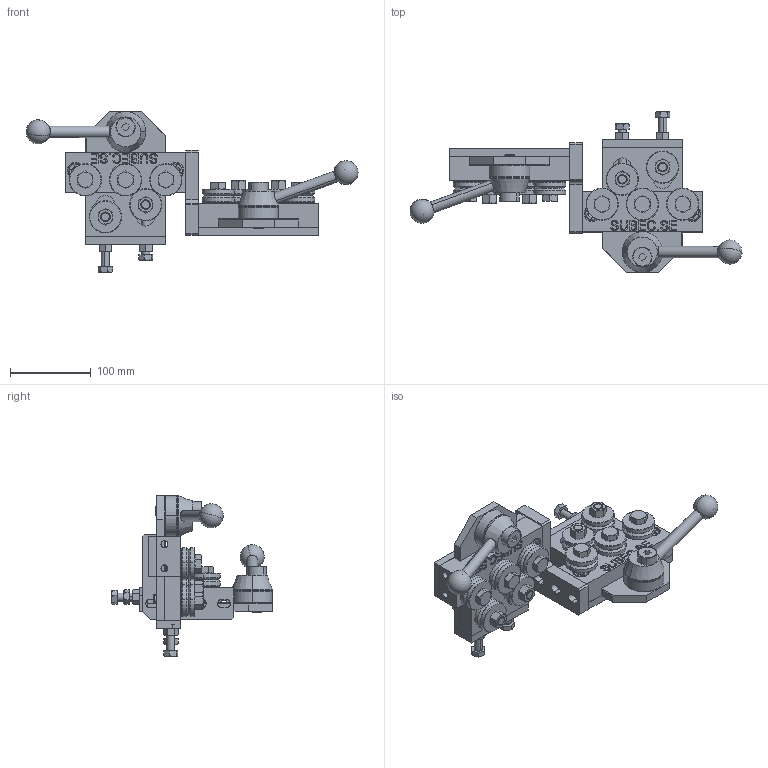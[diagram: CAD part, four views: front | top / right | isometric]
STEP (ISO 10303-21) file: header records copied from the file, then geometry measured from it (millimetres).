
FILE_DESCRIPTION (( 'STEP AP214' ), '1' );
FILE_NAME ('190610_STEP_1003B.STEP', '2019-06-10T13:20:47', ( '' ), ( '' ), 'SwSTEP 2.0', 'SolidWorks 2019', '' );
FILE_SCHEMA (( 'AUTOMOTIVE_DESIGN' ));
Length unit declared in the file: millimetre
Products named in the file (1): 190610_STEP_1003B
Bounding box: 412.44 x 199.35 x 199.35 mm (x, y, z)
Surface area: 276641 mm2 (no closed solid volume)
Topology: 0 solids, 89 shells, 943 faces, 2787 edges, 1880 vertices
Faces by surface type: plane 442, cone 240, cylinder 170, bspline 51, torus 36, sphere 4
Entity records: 47546 total; most frequent: CARTESIAN_POINT 13046, DIRECTION 4879, ORIENTED_EDGE 4521, EDGE_CURVE 2761, VERTEX_POINT 1874, AXIS2_PLACEMENT_3D 1741, LINE 1397, VECTOR 1397
